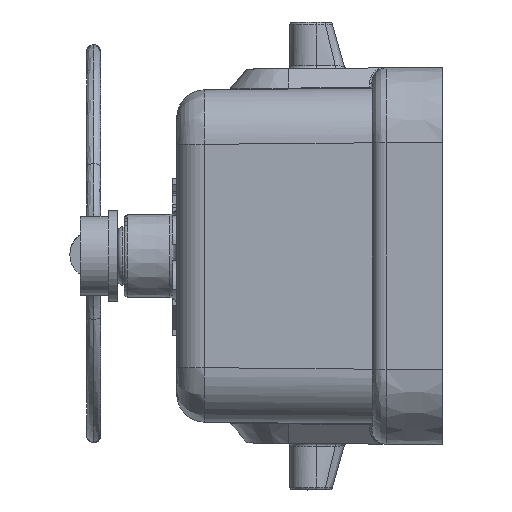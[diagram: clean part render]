
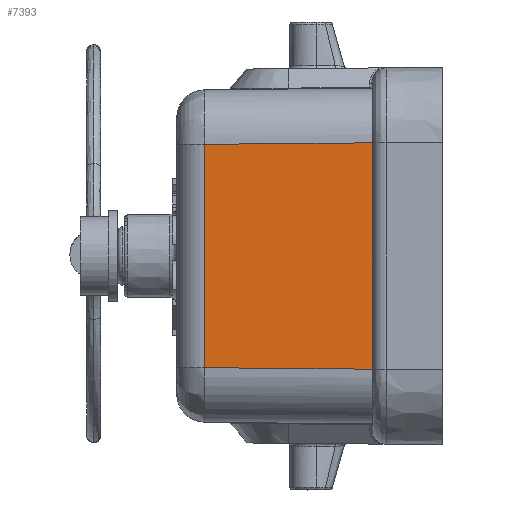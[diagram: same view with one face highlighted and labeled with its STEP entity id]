
A CAD part, left-side view. The second image highlights one B-rep face of the part: STEP entity #7393.
In plain terms, the highlighted planar face has unit normal (-1, 0.009, 0).
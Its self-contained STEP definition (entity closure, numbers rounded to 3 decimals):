
#1220=DIRECTION('',(0.,0.,-1.));
#1221=VECTOR('',#1220,16.2);
#1222=CARTESIAN_POINT('',(-12.,0.,
8.1));
#1223=LINE('',#1222,#1221);
#1463=DIRECTION('',(0.009,1.,-0.009));
#1464=VECTOR('',#1463,12.018);
#1465=CARTESIAN_POINT('',(-12.,0.,
8.1));
#1466=LINE('',#1465,#1464);
#1467=DIRECTION('',(-0.009,-1.,-0.009));
#1468=VECTOR('',#1467,12.018);
#1469=CARTESIAN_POINT('',(-11.895,12.017,
-7.995));
#1470=LINE('',#1469,#1468);
#1596=DIRECTION('',(0.,0.,1.));
#1597=VECTOR('',#1596,15.99);
#1598=CARTESIAN_POINT('',(-11.895,12.017,
-7.995));
#1599=LINE('',#1598,#1597);
#4960=CARTESIAN_POINT('',(-12.,0.,
8.1));
#4961=CARTESIAN_POINT('',(-11.895,12.017,7.995));
#4962=VERTEX_POINT('',#4960);
#4963=VERTEX_POINT('',#4961);
#4985=CARTESIAN_POINT('',(-12.,0.,
-8.1));
#4986=VERTEX_POINT('',#4985);
#4997=CARTESIAN_POINT('',(-11.895,12.017,
-7.995));
#4999=VERTEX_POINT('',#4997);
#7380=CARTESIAN_POINT('',(-12.,0.,-13.448));
#7381=DIRECTION('',(-1.,0.009,0.));
#7382=DIRECTION('',(-0.009,-1.,0.));
#7383=AXIS2_PLACEMENT_3D('',#7380,#7381,#7382);
#7384=PLANE('',#7383);
#7385=ORIENTED_EDGE('',*,*,#7373,.F.);
#7386=ORIENTED_EDGE('',*,*,#7021,.T.);
#7388=ORIENTED_EDGE('',*,*,#7387,.F.);
#7390=ORIENTED_EDGE('',*,*,#7389,.T.);
#7391=EDGE_LOOP('',(#7385,#7386,#7388,#7390));
#7392=FACE_OUTER_BOUND('',#7391,.F.);
#7393=ADVANCED_FACE('',(#7392),#7384,.T.);
#7021=EDGE_CURVE('',#4962,#4986,#1223,.T.);
#7373=EDGE_CURVE('',#4962,#4963,#1466,.T.);
#7387=EDGE_CURVE('',#4999,#4986,#1470,.T.);
#7389=EDGE_CURVE('',#4999,#4963,#1599,.T.);
